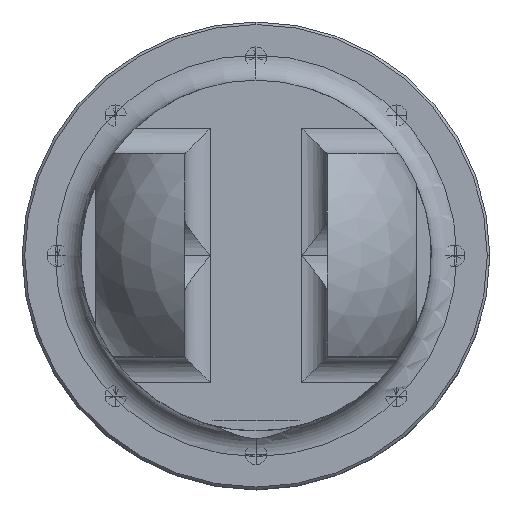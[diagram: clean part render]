
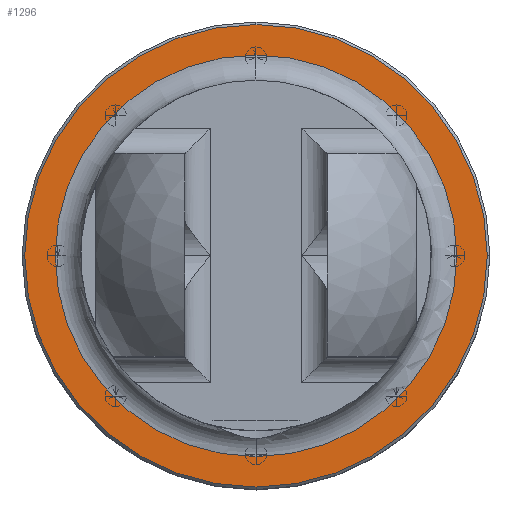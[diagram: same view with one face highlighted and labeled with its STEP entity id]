
A CAD part, top view. The second image highlights one B-rep face of the part: STEP entity #1296.
In plain terms, the highlighted planar face has unit normal (0, 0, 1).
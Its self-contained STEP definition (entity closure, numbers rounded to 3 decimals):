
#109 = ORIENTED_EDGE ( 'NONE', *, *, #251, .T. ) ;
#147 = CARTESIAN_POINT ( 'NONE',  ( 0., 0., -90. ) ) ;
#217 = EDGE_CURVE ( 'NONE', #5223, #4348, #260, .T. ) ;
#251 = EDGE_CURVE ( 'NONE', #6135, #1477, #5037, .T. ) ;
#260 = CIRCLE ( 'NONE', #1023, 45.5 ) ;
#379 = DIRECTION ( 'NONE',  ( 0., 0., -1. ) ) ;
#394 = ORIENTED_EDGE ( 'NONE', *, *, #1909, .T. ) ;
#573 = FACE_BOUND ( 'NONE', #1423, .T. ) ;
#643 = CARTESIAN_POINT ( 'NONE',  ( -50.05, -50.05, -90. ) ) ;
#665 = EDGE_CURVE ( 'NONE', #4348, #6135, #3653, .T. ) ;
#686 = CARTESIAN_POINT ( 'NONE',  ( 0., 0., -90. ) ) ;
#841 = ORIENTED_EDGE ( 'NONE', *, *, #217, .T. ) ;
#1013 = CARTESIAN_POINT ( 'NONE',  ( 0., 0., -90. ) ) ;
#1023 = AXIS2_PLACEMENT_3D ( 'NONE', #1013, #1601, #3169 ) ;
#1096 = DIRECTION ( 'NONE',  ( 0., 0., -1. ) ) ;
#1158 = CIRCLE ( 'NONE', #2897, 45.5 ) ;
#1296 = ADVANCED_FACE ( 'NONE', ( #3834, #573 ), #3866, .F. ) ;
#1423 = EDGE_LOOP ( 'NONE', ( #2374, #5954 ) ) ;
#1477 = VERTEX_POINT ( 'NONE', #5264 ) ;
#1601 = DIRECTION ( 'NONE',  ( 0., 0., 1. ) ) ;
#1650 = DIRECTION ( 'NONE',  ( -1., 0., 0. ) ) ;
#1657 = CARTESIAN_POINT ( 'NONE',  ( 0., 0., -90. ) ) ;
#1833 = DIRECTION ( 'NONE',  ( 0., 0., 1. ) ) ;
#1902 = AXIS2_PLACEMENT_3D ( 'NONE', #5752, #3061, #4155 ) ;
#1909 = EDGE_CURVE ( 'NONE', #1477, #5223, #1158, .T. ) ;
#2066 = EDGE_CURVE ( 'NONE', #5281, #6362, #4321, .T. ) ;
#2239 = DIRECTION ( 'NONE',  ( 1., 0., 0. ) ) ;
#2374 = ORIENTED_EDGE ( 'NONE', *, *, #5168, .T. ) ;
#2527 = EDGE_LOOP ( 'NONE', ( #394, #841, #5079, #109 ) ) ;
#2575 = AXIS2_PLACEMENT_3D ( 'NONE', #5559, #379, #3435 ) ;
#2646 = CARTESIAN_POINT ( 'NONE',  ( 0., 45.5, -90. ) ) ;
#2771 = DIRECTION ( 'NONE',  ( 0., 0., 1. ) ) ;
#2836 = DIRECTION ( 'NONE',  ( 0., 0., 1. ) ) ;
#2897 = AXIS2_PLACEMENT_3D ( 'NONE', #147, #1833, #2239 ) ;
#3061 = DIRECTION ( 'NONE',  ( 0., 0., -1. ) ) ;
#3169 = DIRECTION ( 'NONE',  ( 1., 0., 0. ) ) ;
#3177 = DIRECTION ( 'NONE',  ( 0., -1., 0. ) ) ;
#3435 = DIRECTION ( 'NONE',  ( 0., 1., 0. ) ) ;
#3653 = CIRCLE ( 'NONE', #5379, 45.5 ) ;
#3834 = FACE_OUTER_BOUND ( 'NONE', #2527, .T. ) ;
#3866 = PLANE ( 'NONE',  #4309 ) ;
#4155 = DIRECTION ( 'NONE',  ( 0., -1., 0. ) ) ;
#4220 = CARTESIAN_POINT ( 'NONE',  ( 0., -39.5, -90. ) ) ;
#4296 = AXIS2_PLACEMENT_3D ( 'NONE', #1657, #2836, #6364 ) ;
#4309 = AXIS2_PLACEMENT_3D ( 'NONE', #643, #1096, #3177 ) ;
#4321 = CIRCLE ( 'NONE', #2575, 39.5 ) ;
#4348 = VERTEX_POINT ( 'NONE', #6301 ) ;
#4823 = CARTESIAN_POINT ( 'NONE',  ( 0., 39.5, -90. ) ) ;
#4824 = CIRCLE ( 'NONE', #1902, 39.5 ) ;
#4867 = CARTESIAN_POINT ( 'NONE',  ( 0., -45.5, -90. ) ) ;
#5037 = CIRCLE ( 'NONE', #4296, 45.5 ) ;
#5079 = ORIENTED_EDGE ( 'NONE', *, *, #665, .T. ) ;
#5168 = EDGE_CURVE ( 'NONE', #6362, #5281, #4824, .T. ) ;
#5223 = VERTEX_POINT ( 'NONE', #2646 ) ;
#5264 = CARTESIAN_POINT ( 'NONE',  ( 45.5, 0., -90. ) ) ;
#5281 = VERTEX_POINT ( 'NONE', #4823 ) ;
#5379 = AXIS2_PLACEMENT_3D ( 'NONE', #686, #2771, #1650 ) ;
#5559 = CARTESIAN_POINT ( 'NONE',  ( 0., 0., -90. ) ) ;
#5752 = CARTESIAN_POINT ( 'NONE',  ( 0., 0., -90. ) ) ;
#5954 = ORIENTED_EDGE ( 'NONE', *, *, #2066, .T. ) ;
#6135 = VERTEX_POINT ( 'NONE', #4867 ) ;
#6301 = CARTESIAN_POINT ( 'NONE',  ( -45.5, 0., -90. ) ) ;
#6362 = VERTEX_POINT ( 'NONE', #4220 ) ;
#6364 = DIRECTION ( 'NONE',  ( -1., 0., 0. ) ) ;
